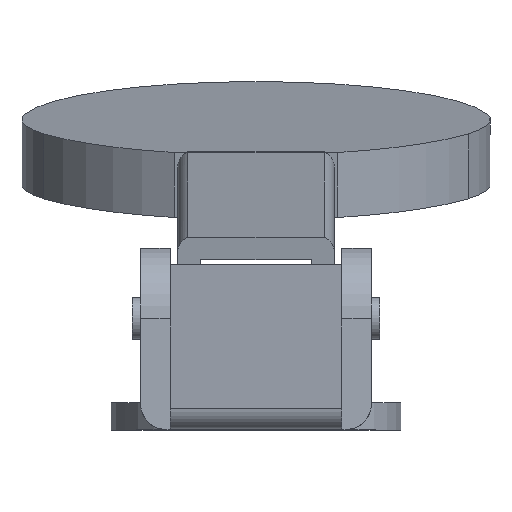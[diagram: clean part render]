
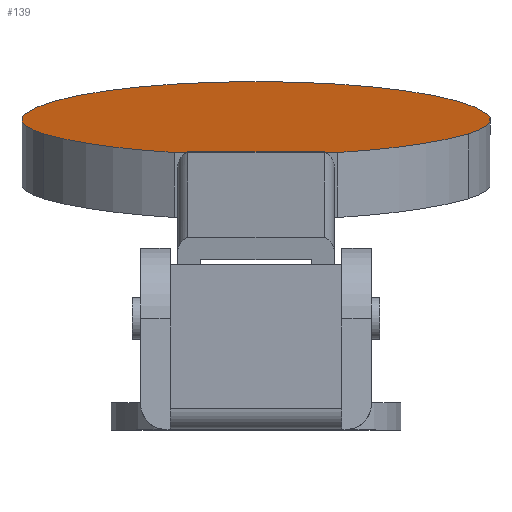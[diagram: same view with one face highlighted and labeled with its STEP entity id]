
A CAD part, top view. The second image highlights one B-rep face of the part: STEP entity #139.
In plain terms, the highlighted planar face has unit normal (0, 0.985, 0.174).
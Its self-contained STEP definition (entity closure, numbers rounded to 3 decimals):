
#139 = ADVANCED_FACE( '', ( #295 ), #296, .T. );
#295 = FACE_OUTER_BOUND( '', #462, .T. );
#296 = PLANE( '', #463 );
#462 = EDGE_LOOP( '', ( #1001, #1002, #1003, #1004, #1005, #1006, #1007, #1008, #1009, #1010 ) );
#463 = AXIS2_PLACEMENT_3D( '', #1011, #1012, #1013 );
#1001 = ORIENTED_EDGE( '', *, *, #1259, .T. );
#1002 = ORIENTED_EDGE( '', *, *, #1111, .T. );
#1003 = ORIENTED_EDGE( '', *, *, #1233, .F. );
#1004 = ORIENTED_EDGE( '', *, *, #1099, .T. );
#1005 = ORIENTED_EDGE( '', *, *, #1262, .T. );
#1006 = ORIENTED_EDGE( '', *, *, #1263, .T. );
#1007 = ORIENTED_EDGE( '', *, *, #1266, .T. );
#1008 = ORIENTED_EDGE( '', *, *, #1249, .T. );
#1009 = ORIENTED_EDGE( '', *, *, #1253, .T. );
#1010 = ORIENTED_EDGE( '', *, *, #1256, .T. );
#1011 = CARTESIAN_POINT( '', ( 0., 18.711, -20.309 ) );
#1012 = DIRECTION( '', ( 0., 0.985, 0.174 ) );
#1013 = DIRECTION( '', ( 0., -0.174, 0.985 ) );
#1099 = EDGE_CURVE( '', #1295, #1292, #1296, .T. );
#1111 = EDGE_CURVE( '', #1309, #1317, #1319, .F. );
#1233 = EDGE_CURVE( '', #1295, #1317, #1524, .T. );
#1249 = EDGE_CURVE( '', #1547, #1548, #1549, .T. );
#1253 = EDGE_CURVE( '', #1548, #1555, #1556, .T. );
#1256 = EDGE_CURVE( '', #1555, #1560, #1561, .T. );
#1259 = EDGE_CURVE( '', #1560, #1309, #1565, .T. );
#1262 = EDGE_CURVE( '', #1292, #1568, #1570, .T. );
#1263 = EDGE_CURVE( '', #1568, #1571, #1572, .T. );
#1266 = EDGE_CURVE( '', #1571, #1547, #1576, .T. );
#1292 = VERTEX_POINT( '', #1618 );
#1295 = VERTEX_POINT( '', #1621 );
#1296 = LINE( '', #1622, #1623 );
#1309 = VERTEX_POINT( '', #1638 );
#1317 = VERTEX_POINT( '', #1648 );
#1319 = LINE( '', #1650, #1651 );
#1524 = LINE( '', #1938, #1939 );
#1547 = VERTEX_POINT( '', #1974 );
#1548 = VERTEX_POINT( '', #1975 );
#1549 = CIRCLE( '', #1976, 14.3 );
#1555 = VERTEX_POINT( '', #1984 );
#1556 = CIRCLE( '', #1985, 10. );
#1560 = VERTEX_POINT( '', #1990 );
#1561 = CIRCLE( '', #1991, 14.852 );
#1565 = LINE( '', #1996, #1997 );
#1568 = VERTEX_POINT( '', #2001 );
#1570 = LINE( '', #2004, #2005 );
#1571 = VERTEX_POINT( '', #2006 );
#1572 = CIRCLE( '', #2007, 14.852 );
#1576 = CIRCLE( '', #2012, 10. );
#1618 = CARTESIAN_POINT( '', ( 4.186, 16.853, -9.772 ) );
#1621 = CARTESIAN_POINT( '', ( 4.186, 16.86, -9.814 ) );
#1622 = CARTESIAN_POINT( '', ( 4.186, 17.018, -10.708 ) );
#1623 = VECTOR( '', #2071, 1000. );
#1638 = CARTESIAN_POINT( '', ( -4.186, 16.853, -9.772 ) );
#1648 = CARTESIAN_POINT( '', ( -4.186, 16.86, -9.814 ) );
#1650 = CARTESIAN_POINT( '', ( -4.186, 17.018, -10.708 ) );
#1651 = VECTOR( '', #2097, 1000. );
#1938 = CARTESIAN_POINT( '', ( 4.75, 16.86, -9.814 ) );
#1939 = VECTOR( '', #2297, 1000. );
#1974 = CARTESIAN_POINT( '', ( 13.994, 19.222, -23.207 ) );
#1975 = CARTESIAN_POINT( '', ( -13.994, 19.222, -23.207 ) );
#1976 = AXIS2_PLACEMENT_3D( '', #2319, #2320, #2321 );
#1984 = CARTESIAN_POINT( '', ( -12.881, 18., -16.278 ) );
#1985 = AXIS2_PLACEMENT_3D( '', #2327, #2328, #2329 );
#1990 = CARTESIAN_POINT( '', ( -4.958, 16.853, -9.772 ) );
#1991 = AXIS2_PLACEMENT_3D( '', #2334, #2335, #2336 );
#1996 = CARTESIAN_POINT( '', ( -4.958, 16.853, -9.772 ) );
#1997 = VECTOR( '', #2341, 1000. );
#2001 = CARTESIAN_POINT( '', ( 4.958, 16.853, -9.772 ) );
#2004 = CARTESIAN_POINT( '', ( -4.958, 16.853, -9.772 ) );
#2005 = VECTOR( '', #2344, 1000. );
#2006 = CARTESIAN_POINT( '', ( 12.881, 18., -16.278 ) );
#2007 = AXIS2_PLACEMENT_3D( '', #2345, #2346, #2347 );
#2012 = AXIS2_PLACEMENT_3D( '', #2352, #2353, #2354 );
#2071 = DIRECTION( '', ( 0., -0.174, 0.985 ) );
#2097 = DIRECTION( '', ( 0., -0.174, 0.985 ) );
#2297 = DIRECTION( '', ( -1., 0., 0. ) );
#2319 = CARTESIAN_POINT( '', ( 0., 18.711, -20.309 ) );
#2320 = DIRECTION( '', ( 0., 0.985, 0.174 ) );
#2321 = DIRECTION( '', ( 1., 0., 0. ) );
#2327 = CARTESIAN_POINT( '', ( -4.208, 18.865, -21.181 ) );
#2328 = DIRECTION( '', ( 0., 0.985, 0.174 ) );
#2329 = DIRECTION( '', ( 1., 0., 0. ) );
#2334 = CARTESIAN_POINT( '', ( 0., 19.284, -23.559 ) );
#2335 = DIRECTION( '', ( 0., 0.985, 0.174 ) );
#2336 = DIRECTION( '', ( 1., 0., 0. ) );
#2341 = DIRECTION( '', ( 1., 0., 0. ) );
#2344 = DIRECTION( '', ( 1., 0., 0. ) );
#2345 = CARTESIAN_POINT( '', ( 0., 19.284, -23.559 ) );
#2346 = DIRECTION( '', ( 0., 0.985, 0.174 ) );
#2347 = DIRECTION( '', ( 1., 0., 0. ) );
#2352 = CARTESIAN_POINT( '', ( 4.208, 18.865, -21.181 ) );
#2353 = DIRECTION( '', ( 0., 0.985, 0.174 ) );
#2354 = DIRECTION( '', ( 1., 0., 0. ) );
